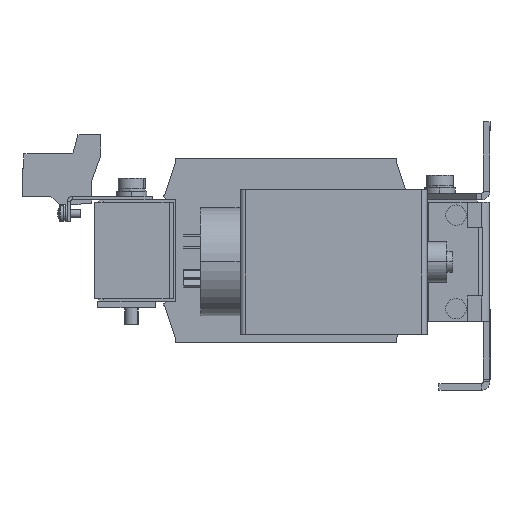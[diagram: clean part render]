
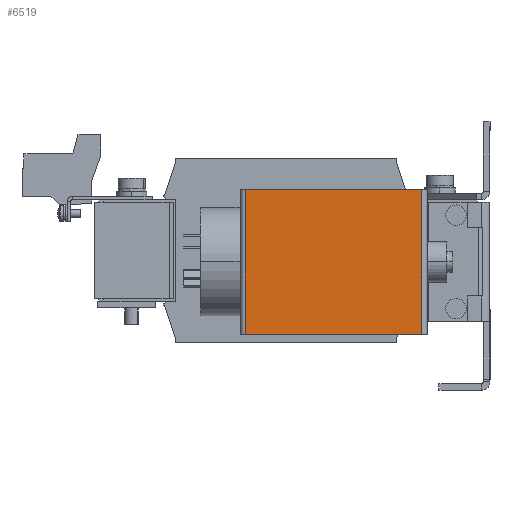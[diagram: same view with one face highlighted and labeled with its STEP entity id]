
A CAD part, left-side view. The second image highlights one B-rep face of the part: STEP entity #6519.
In plain terms, the highlighted planar face has unit normal (-1, 0, 0).
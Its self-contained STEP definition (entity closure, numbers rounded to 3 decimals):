
#760 = VECTOR ( 'NONE', #13105, 1000. ) ;
#789 = VERTEX_POINT ( 'NONE', #7595 ) ;
#1042 = DIRECTION ( 'NONE',  ( 0., 1., 0. ) ) ;
#1588 = CARTESIAN_POINT ( 'NONE',  ( -279.5, -80., 35.75 ) ) ;
#2810 = VERTEX_POINT ( 'NONE', #14733 ) ;
#3670 = LINE ( 'NONE', #7074, #13306 ) ;
#4656 = DIRECTION ( 'NONE',  ( 0., 0., -1. ) ) ;
#5601 = EDGE_CURVE ( 'Defeature ausgef�hrt2_8+Defeature ausgef�hrt2_17+Defeature ausgef�hrt2_19+Defeature ausgef�hrt2_7', #789, #12288, #20674, .T. ) ;
#5684 = DIRECTION ( 'NONE',  ( 0., -1., 0. ) ) ;
#5868 = CARTESIAN_POINT ( 'NONE',  ( -279.5, 24., -49.25 ) ) ;
#6451 = EDGE_LOOP ( 'NONE', ( #10156, #14463, #19045, #15464 ) ) ;
#6519 = ADVANCED_FACE ( 'Defeature ausgef�hrt2_8', ( #7212 ), #12080, .T. ) ;
#6534 = EDGE_CURVE ( 'Defeature ausgef�hrt2_8+Defeature ausgef�hrt2_22+Defeature ausgef�hrt2_7+Defeature ausgef�hrt2_19', #2810, #14374, #3670, .T. ) ;
#7074 = CARTESIAN_POINT ( 'NONE',  ( -279.5, -80., -49.25 ) ) ;
#7212 = FACE_OUTER_BOUND ( 'NONE', #6451, .T. ) ;
#7595 = CARTESIAN_POINT ( 'NONE',  ( -279.5, 24., 35.75 ) ) ;
#7783 = VECTOR ( 'NONE', #4656, 1000. ) ;
#8459 = VECTOR ( 'NONE', #1042, 1000. ) ;
#9344 = LINE ( 'NONE', #18017, #760 ) ;
#10156 = ORIENTED_EDGE ( 'NONE', *, *, #19956, .F. ) ;
#10683 = CARTESIAN_POINT ( 'NONE',  ( -279.5, 25., -49.25 ) ) ;
#12080 = PLANE ( 'NONE',  #19477 ) ;
#12288 = VERTEX_POINT ( 'NONE', #5868 ) ;
#13105 = DIRECTION ( 'NONE',  ( 0., -1., 0. ) ) ;
#13306 = VECTOR ( 'NONE', #19914, 1000. ) ;
#13812 = LINE ( 'NONE', #10683, #8459 ) ;
#14374 = VERTEX_POINT ( 'NONE', #1588 ) ;
#14463 = ORIENTED_EDGE ( 'NONE', *, *, #6534, .T. ) ;
#14733 = CARTESIAN_POINT ( 'NONE',  ( -279.5, -80., -49.25 ) ) ;
#15137 = DIRECTION ( 'NONE',  ( -1., 0., 0. ) ) ;
#15464 = ORIENTED_EDGE ( 'NONE', *, *, #5601, .T. ) ;
#16959 = CARTESIAN_POINT ( 'NONE',  ( -279.5, 27., -6.75 ) ) ;
#18017 = CARTESIAN_POINT ( 'NONE',  ( -279.5, -83., 35.75 ) ) ;
#18563 = EDGE_CURVE ( 'Defeature ausgef�hrt2_19+Defeature ausgef�hrt2_8+Defeature ausgef�hrt2_15+Defeature ausgef�hrt2_20', #789, #14374, #9344, .T. ) ;
#19045 = ORIENTED_EDGE ( 'NONE', *, *, #18563, .F. ) ;
#19477 = AXIS2_PLACEMENT_3D ( 'NONE', #16959, #15137, #5684 ) ;
#19914 = DIRECTION ( 'NONE',  ( 0., 0., 1. ) ) ;
#19956 = EDGE_CURVE ( 'Defeature ausgef�hrt2_7+Defeature ausgef�hrt2_8+Defeature ausgef�hrt2_21+Defeature ausgef�hrt2_16', #2810, #12288, #13812, .T. ) ;
#20456 = CARTESIAN_POINT ( 'NONE',  ( -279.5, 24., -6.75 ) ) ;
#20674 = LINE ( 'NONE', #20456, #7783 ) ;
